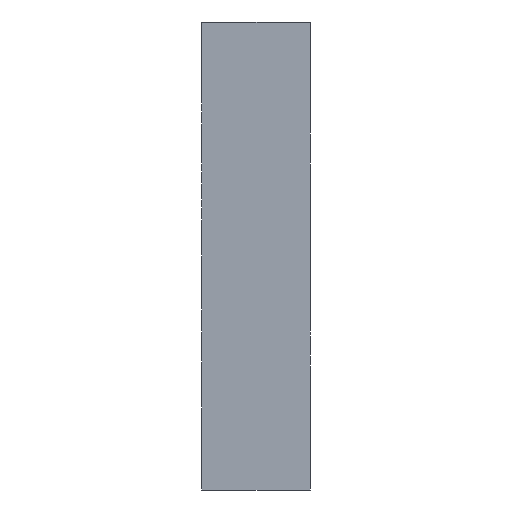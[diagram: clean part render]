
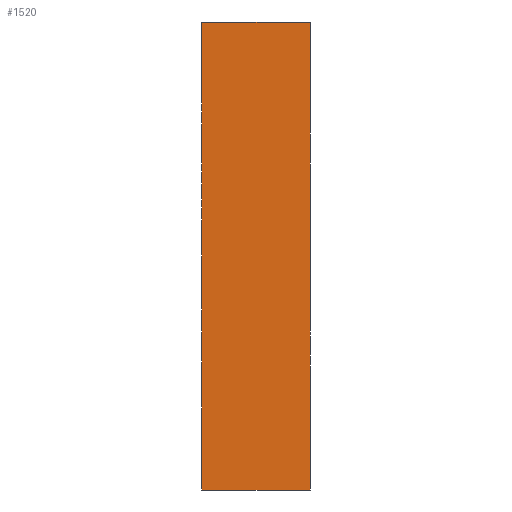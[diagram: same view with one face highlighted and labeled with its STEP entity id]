
A CAD part, left-side view. The second image highlights one B-rep face of the part: STEP entity #1520.
In plain terms, the highlighted planar face has unit normal (-1, 0, 0).
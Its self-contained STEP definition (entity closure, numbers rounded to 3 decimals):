
#118=PLANE('',#1673);
#192=FACE_OUTER_BOUND('',#272,.T.);
#272=EDGE_LOOP('',(#1281,#1282,#1283,#1284));
#426=LINE('',#2628,#570);
#429=LINE('',#2634,#573);
#431=LINE('',#2637,#575);
#432=LINE('',#2638,#576);
#570=VECTOR('',#2046,10.);
#573=VECTOR('',#2051,10.);
#575=VECTOR('',#2055,10.);
#576=VECTOR('',#2056,10.);
#746=VERTEX_POINT('',#2625);
#747=VERTEX_POINT('',#2627);
#748=VERTEX_POINT('',#2631);
#749=VERTEX_POINT('',#2633);
#946=EDGE_CURVE('',#747,#746,#426,.T.);
#949=EDGE_CURVE('',#749,#748,#429,.T.);
#951=EDGE_CURVE('',#746,#749,#431,.T.);
#952=EDGE_CURVE('',#748,#747,#432,.T.);
#1281=ORIENTED_EDGE('',*,*,#951,.T.);
#1282=ORIENTED_EDGE('',*,*,#949,.T.);
#1283=ORIENTED_EDGE('',*,*,#952,.T.);
#1284=ORIENTED_EDGE('',*,*,#946,.T.);
#1520=ADVANCED_FACE('',(#192),#118,.T.);
#1673=AXIS2_PLACEMENT_3D('',#2636,#2053,#2054);
#2046=DIRECTION('',(0.,-1.,0.));
#2051=DIRECTION('',(0.,1.,0.));
#2053=DIRECTION('center_axis',(-1.,0.,0.));
#2054=DIRECTION('ref_axis',(0.,0.,1.));
#2055=DIRECTION('',(0.,0.,1.));
#2056=DIRECTION('',(0.,0.,-1.));
#2625=CARTESIAN_POINT('',(-45.,0.,-4.95));
#2627=CARTESIAN_POINT('',(-45.,3.7,-4.95));
#2628=CARTESIAN_POINT('',(-45.,3.7,-4.95));
#2631=CARTESIAN_POINT('',(-45.,3.7,11.05));
#2633=CARTESIAN_POINT('',(-45.,0.,11.05));
#2634=CARTESIAN_POINT('',(-45.,0.,11.05));
#2636=CARTESIAN_POINT('Origin',(-45.,1.85,3.05));
#2637=CARTESIAN_POINT('',(-45.,0.,3.05));
#2638=CARTESIAN_POINT('',(-45.,3.7,11.05));
